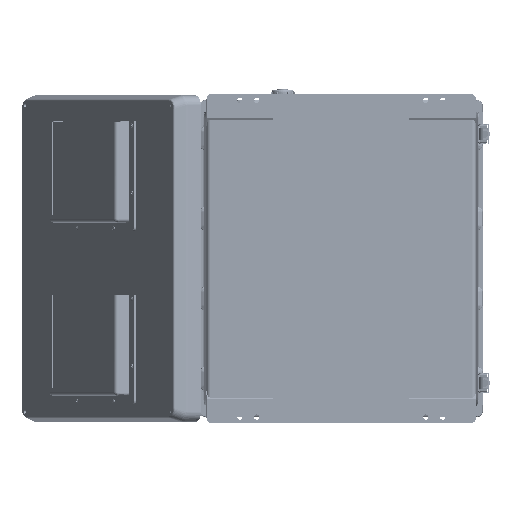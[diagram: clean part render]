
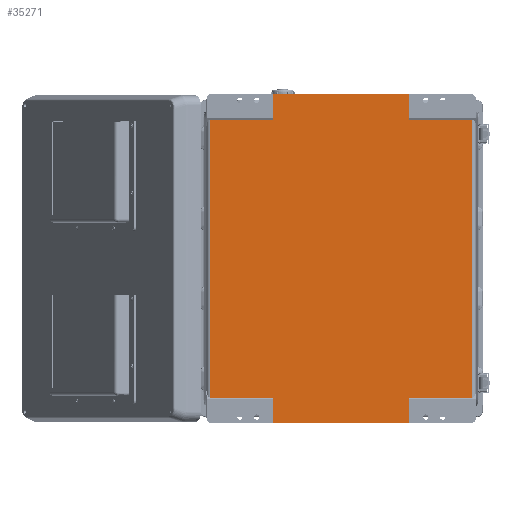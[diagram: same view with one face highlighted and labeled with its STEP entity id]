
A CAD part, front view. The second image highlights one B-rep face of the part: STEP entity #35271.
In plain terms, the highlighted planar face has unit normal (0, -1, 0).
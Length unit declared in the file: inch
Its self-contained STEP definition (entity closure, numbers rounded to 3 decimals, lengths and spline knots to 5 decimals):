
#693 = DIRECTION ( 'NONE',  ( 0., 0., 1. ) ) ;
#1464 = VERTEX_POINT ( 'NONE', #157094 ) ;
#3082 = DIRECTION ( 'NONE',  ( 0., 1., 0. ) ) ;
#7251 = DIRECTION ( 'NONE',  ( 0., 0., -1. ) ) ;
#7900 = ORIENTED_EDGE ( 'NONE', *, *, #119978, .F. ) ;
#10424 = EDGE_CURVE ( 'NONE', #33829, #39703, #111166, .T. ) ;
#13292 = DIRECTION ( 'NONE',  ( -1., 0., 0. ) ) ;
#15959 = CARTESIAN_POINT ( 'NONE',  ( -7.73754, 0.05906, -1.51961 ) ) ;
#16041 = CARTESIAN_POINT ( 'NONE',  ( -7.73754, 0.05906, -1.51961 ) ) ;
#17360 = DIRECTION ( 'NONE',  ( -1., 0., 0. ) ) ;
#18597 = DIRECTION ( 'NONE',  ( 0., 0., 1. ) ) ;
#19634 = DIRECTION ( 'NONE',  ( 0., 0., -1. ) ) ;
#20466 = VERTEX_POINT ( 'NONE', #164577 ) ;
#20589 = ORIENTED_EDGE ( 'NONE', *, *, #68251, .T. ) ;
#21802 = VECTOR ( 'NONE', #23976, 39.37008 ) ;
#23976 = DIRECTION ( 'NONE',  ( -1., 0., 0. ) ) ;
#26780 = VECTOR ( 'NONE', #150053, 39.37008 ) ;
#28434 = EDGE_CURVE ( 'NONE', #1464, #30204, #96124, .T. ) ;
#28472 = CARTESIAN_POINT ( 'NONE',  ( 8.11811, 0.05906, -17.96858 ) ) ;
#29549 = VECTOR ( 'NONE', #70346, 39.37008 ) ;
#29722 = CARTESIAN_POINT ( 'NONE',  ( 7.73754, 0.05906, -1.51961 ) ) ;
#30204 = VERTEX_POINT ( 'NONE', #120086 ) ;
#31237 = CARTESIAN_POINT ( 'NONE',  ( 8.11811, 0.05906, -1.51961 ) ) ;
#32267 = CARTESIAN_POINT ( 'NONE',  ( -4.03163, 0.05906, -17.96858 ) ) ;
#33829 = VERTEX_POINT ( 'NONE', #113140 ) ;
#35271 = ADVANCED_FACE ( 'NONE', ( #123393 ), #41194, .F. ) ;
#36122 = VECTOR ( 'NONE', #89067, 39.37008 ) ;
#36822 = CARTESIAN_POINT ( 'NONE',  ( 7.73754, 0.05906, -17.96858 ) ) ;
#38665 = CARTESIAN_POINT ( 'NONE',  ( 8.11811, 0.05906, 0. ) ) ;
#39647 = LINE ( 'NONE', #119337, #151465 ) ;
#39703 = VERTEX_POINT ( 'NONE', #45369 ) ;
#40518 = VERTEX_POINT ( 'NONE', #167903 ) ;
#40895 = EDGE_CURVE ( 'NONE', #98280, #154280, #85426, .T. ) ;
#41194 = PLANE ( 'NONE',  #170919 ) ;
#44019 = VERTEX_POINT ( 'NONE', #15959 ) ;
#45369 = CARTESIAN_POINT ( 'NONE',  ( 4.03163, 0.05906, -19.48819 ) ) ;
#51062 = ORIENTED_EDGE ( 'NONE', *, *, #94487, .T. ) ;
#52256 = LINE ( 'NONE', #168352, #163931 ) ;
#54619 = EDGE_CURVE ( 'NONE', #44019, #155853, #116798, .T. ) ;
#67745 = EDGE_CURVE ( 'NONE', #40518, #44019, #111227, .T. ) ;
#68251 = EDGE_CURVE ( 'NONE', #116225, #1464, #81621, .T. ) ;
#70346 = DIRECTION ( 'NONE',  ( 1., 0., 0. ) ) ;
#71561 = EDGE_CURVE ( 'NONE', #116225, #33829, #162629, .T. ) ;
#75875 = LINE ( 'NONE', #38665, #21802 ) ;
#76059 = CARTESIAN_POINT ( 'NONE',  ( -8.11811, 0.05906, -1.51961 ) ) ;
#76360 = ORIENTED_EDGE ( 'NONE', *, *, #113593, .F. ) ;
#76418 = ORIENTED_EDGE ( 'NONE', *, *, #124639, .T. ) ;
#79155 = EDGE_LOOP ( 'NONE', ( #80843, #51062, #109335, #76360, #99145, #121830, #20589, #154663, #135548, #76418, #7900, #86563 ) ) ;
#80627 = VECTOR ( 'NONE', #7251, 39.37008 ) ;
#80843 = ORIENTED_EDGE ( 'NONE', *, *, #67745, .F. ) ;
#81621 = LINE ( 'NONE', #29722, #26780 ) ;
#84503 = LINE ( 'NONE', #137367, #123321 ) ;
#85426 = LINE ( 'NONE', #138285, #165563 ) ;
#86563 = ORIENTED_EDGE ( 'NONE', *, *, #54619, .F. ) ;
#89067 = DIRECTION ( 'NONE',  ( 1., 0., 0. ) ) ;
#93329 = VECTOR ( 'NONE', #134916, 39.37008 ) ;
#94487 = EDGE_CURVE ( 'NONE', #40518, #98280, #132811, .T. ) ;
#95463 = CARTESIAN_POINT ( 'NONE',  ( -4.03163, 0.05906, -19.48819 ) ) ;
#95797 = DIRECTION ( 'NONE',  ( 0., 0., 1. ) ) ;
#96124 = LINE ( 'NONE', #31237, #170880 ) ;
#98280 = VERTEX_POINT ( 'NONE', #32267 ) ;
#99145 = ORIENTED_EDGE ( 'NONE', *, *, #10424, .F. ) ;
#106782 = CARTESIAN_POINT ( 'NONE',  ( -8.11811, 0.05906, -17.96858 ) ) ;
#109335 = ORIENTED_EDGE ( 'NONE', *, *, #40895, .T. ) ;
#111166 = LINE ( 'NONE', #125049, #80627 ) ;
#111227 = LINE ( 'NONE', #16041, #128859 ) ;
#113140 = CARTESIAN_POINT ( 'NONE',  ( 4.03163, 0.05906, -17.96858 ) ) ;
#113593 = EDGE_CURVE ( 'NONE', #39703, #154280, #52256, .T. ) ;
#116225 = VERTEX_POINT ( 'NONE', #36822 ) ;
#116798 = LINE ( 'NONE', #76059, #36122 ) ;
#117680 = EDGE_CURVE ( 'NONE', #30204, #20466, #84503, .T. ) ;
#119337 = CARTESIAN_POINT ( 'NONE',  ( -4.03163, 0.05906, 0.85787 ) ) ;
#119744 = VERTEX_POINT ( 'NONE', #135905 ) ;
#119978 = EDGE_CURVE ( 'NONE', #155853, #119744, #39647, .T. ) ;
#120086 = CARTESIAN_POINT ( 'NONE',  ( 4.03163, 0.05906, -1.51961 ) ) ;
#121830 = ORIENTED_EDGE ( 'NONE', *, *, #71561, .F. ) ;
#123321 = VECTOR ( 'NONE', #95797, 39.37008 ) ;
#123393 = FACE_OUTER_BOUND ( 'NONE', #79155, .T. ) ;
#124639 = EDGE_CURVE ( 'NONE', #20466, #119744, #75875, .T. ) ;
#125049 = CARTESIAN_POINT ( 'NONE',  ( 4.03163, 0.05906, -20.34606 ) ) ;
#128859 = VECTOR ( 'NONE', #18597, 39.37008 ) ;
#132811 = LINE ( 'NONE', #106782, #29549 ) ;
#134916 = DIRECTION ( 'NONE',  ( -1., 0., 0. ) ) ;
#135548 = ORIENTED_EDGE ( 'NONE', *, *, #117680, .T. ) ;
#135905 = CARTESIAN_POINT ( 'NONE',  ( -4.03163, 0.05906, 0. ) ) ;
#136397 = CARTESIAN_POINT ( 'NONE',  ( 8.11811, 0.05906, -1.51961 ) ) ;
#137367 = CARTESIAN_POINT ( 'NONE',  ( 4.03163, 0.05906, 0.85787 ) ) ;
#138285 = CARTESIAN_POINT ( 'NONE',  ( -4.03163, 0.05906, -20.34606 ) ) ;
#141969 = CARTESIAN_POINT ( 'NONE',  ( -4.03163, 0.05906, -1.51961 ) ) ;
#146883 = DIRECTION ( 'NONE',  ( 0., 0., 1. ) ) ;
#150053 = DIRECTION ( 'NONE',  ( 0., 0., 1. ) ) ;
#151465 = VECTOR ( 'NONE', #693, 39.37008 ) ;
#154280 = VERTEX_POINT ( 'NONE', #95463 ) ;
#154663 = ORIENTED_EDGE ( 'NONE', *, *, #28434, .T. ) ;
#155853 = VERTEX_POINT ( 'NONE', #141969 ) ;
#157094 = CARTESIAN_POINT ( 'NONE',  ( 7.73754, 0.05906, -1.51961 ) ) ;
#162629 = LINE ( 'NONE', #28472, #93329 ) ;
#163931 = VECTOR ( 'NONE', #13292, 39.37008 ) ;
#164577 = CARTESIAN_POINT ( 'NONE',  ( 4.03163, 0.05906, 0. ) ) ;
#165563 = VECTOR ( 'NONE', #19634, 39.37008 ) ;
#167903 = CARTESIAN_POINT ( 'NONE',  ( -7.73754, 0.05906, -17.96858 ) ) ;
#168352 = CARTESIAN_POINT ( 'NONE',  ( 8.11811, 0.05906, -19.48819 ) ) ;
#170880 = VECTOR ( 'NONE', #17360, 39.37008 ) ;
#170919 = AXIS2_PLACEMENT_3D ( 'NONE', #136397, #3082, #146883 ) ;
